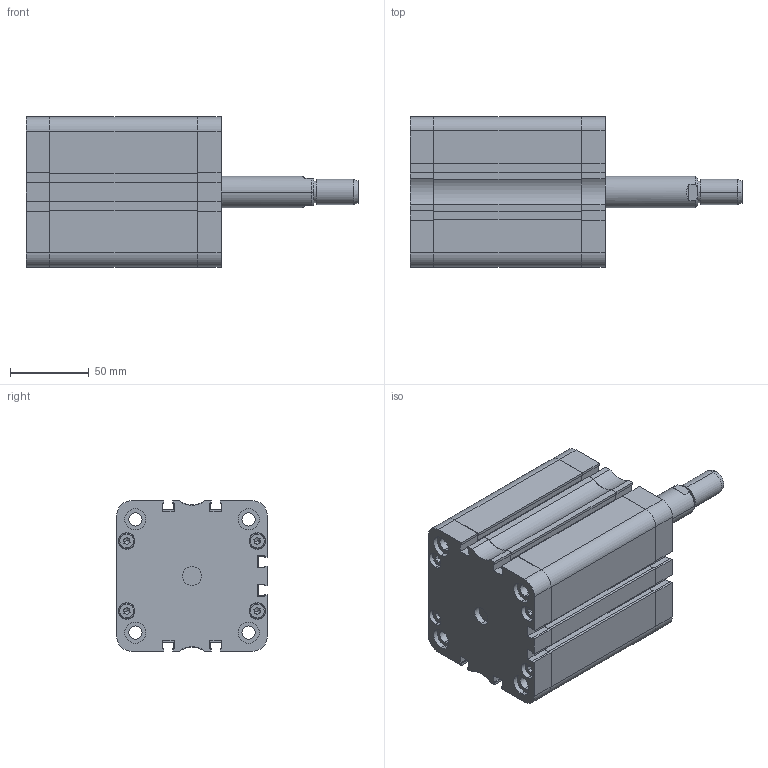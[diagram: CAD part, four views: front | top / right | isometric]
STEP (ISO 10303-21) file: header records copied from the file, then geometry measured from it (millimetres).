
FILE_DESCRIPTION (( 'STEP AP214' ), '1' );
FILE_NAME ('SM_007_080_0050_NP.STEP', '2019-11-18T13:42:56', ( '' ), ( '' ), 'SwSTEP 2.0', 'SolidWorks 2019', '' );
FILE_SCHEMA (( 'AUTOMOTIVE_DESIGN' ));
Length unit declared in the file: millimetre
Products named in the file (22): Kopia SMART - U. typ Oring - pokrywa^Pokrywa tyｳ kpl_SM_PSEM-L_U. typ Oring - D080; Kopia Pokrywa prz^Pokrywa prz kpl_SM_PSEM-L_Smart - Pok prz｢d - D080; T³oczysko^SM_PSEM-L_Tˆoczysko - D080; Kopia SMART - U. t硂czyska^Pokrywa prz骴 kpl_SM_PSEM-L_U. t坥czyska - D080; Sprêzyna SM_PSEM_L_080_L1 napi©cie wst©pne; Pokrywa przód kpl^SM_PSEM-L_Pokrywa prz¢d kpl - D080; Kopia T硂k_T坥k - D080; Kopia Tuleja prowadzｹca^Pokrywa prz kpl_SM_PSEM-L_Tuleja prowadz･ca - D080; Pokrywa ty³ kpl^SM_PSEM-L_Pok tyˆ - D080; Kopia Pokrywa ty³_Smart - Pok tyˆ - D080; socket head thin cap screw_din_DIN 7984 - M6 x 25 --- 22N; Kopia Magnes^T³ok kpl_SM_PSEM-L_Magnes D080; Kopia SMART - U. t³oka S^T³ok kpl_SM_PSEM-L_U. tˆoka S - D080; socket head thin cap screw_din_DIN 7984 - M10 x 55 --- 55N; SM_007_080_0050_NP; Kopia Pierœcieñ prowadz¹cy^T³ok kpl_SM_PSEM-L_Pier˜cieä prowadz¥cy D080; Przek³adka SM_PSEM_D080; Tuleja^SM_PSEM-L_Tuleja - D080; Kopia SMART - U. t³oka luŸna^T³ok kpl_SM_PSEM-L_U. tˆoka lu«na - D080; Kopia SMART - U. t硂ka wklejana^T硂k kpl_SM_PSEM-L_U. t坥ka wklejana - D080; Kopia SMART - U. typ Oring - pokrywa^Pokrywa przód kpl_SM_PSEM-L_U. typ Oring - D080; T硂k kpl^SM_PSEM-L_T坥k kpl - D080
Assembly tree (28 placements, depth 3):
  SM_007_080_0050_NP
    Pokrywa przód kpl^SM_PSEM-L_Pokrywa prz¢d kpl - D080
      Kopia Pokrywa prz^Pokrywa prz kpl_SM_PSEM-L_Smart - Pok prz｢d - D080
      Kopia SMART - U. typ Oring - pokrywa^Pokrywa przód kpl_SM_PSEM-L_U. typ Oring - D080
      Kopia Tuleja prowadzｹca^Pokrywa prz kpl_SM_PSEM-L_Tuleja prowadz･ca - D080
      Kopia SMART - U. t硂czyska^Pokrywa prz骴 kpl_SM_PSEM-L_U. t坥czyska - D080
    Tuleja^SM_PSEM-L_Tuleja - D080
    Pokrywa ty³ kpl^SM_PSEM-L_Pok tyˆ - D080
      Kopia Pokrywa ty³_Smart - Pok tyˆ - D080
      Kopia SMART - U. typ Oring - pokrywa^Pokrywa tyｳ kpl_SM_PSEM-L_U. typ Oring - D080
    T硂k kpl^SM_PSEM-L_T坥k kpl - D080
      Kopia T硂k_T坥k - D080
      Kopia Magnes^T³ok kpl_SM_PSEM-L_Magnes D080
      Kopia Pierœcieñ prowadz¹cy^T³ok kpl_SM_PSEM-L_Pier˜cieä prowadz¥cy D080
      Kopia SMART - U. t³oka luŸna^T³ok kpl_SM_PSEM-L_U. tˆoka lu«na - D080
      Kopia SMART - U. t硂ka wklejana^T硂k kpl_SM_PSEM-L_U. t坥ka wklejana - D080
      Kopia SMART - U. t³oka S^T³ok kpl_SM_PSEM-L_U. tˆoka S - D080
    T³oczysko^SM_PSEM-L_Tˆoczysko - D080
    socket head thin cap screw_din_DIN 7984 - M6 x 25 --- 22N  x8
    socket head thin cap screw_din_DIN 7984 - M10 x 55 --- 55N
    Przek³adka SM_PSEM_D080
    Sprêzyna SM_PSEM_L_080_L1 napi©cie wst©pne
Bounding box: 211 x 95.5 x 95.5 mm (x, y, z)
Volume: 548027.2 mm3; surface area: 260755.4 mm2
Topology: 26 solids, 26 shells, 1139 faces, 2827 edges, 1815 vertices
Faces by surface type: plane 571, cylinder 323, bspline 126, cone 83, torus 36
Entity records: 38935 total; most frequent: CARTESIAN_POINT 14851, ORIENTED_EDGE 4830, DIRECTION 4564, EDGE_CURVE 2415, VERTEX_POINT 1584, AXIS2_PLACEMENT_3D 1565, LINE 1434, VECTOR 1434
